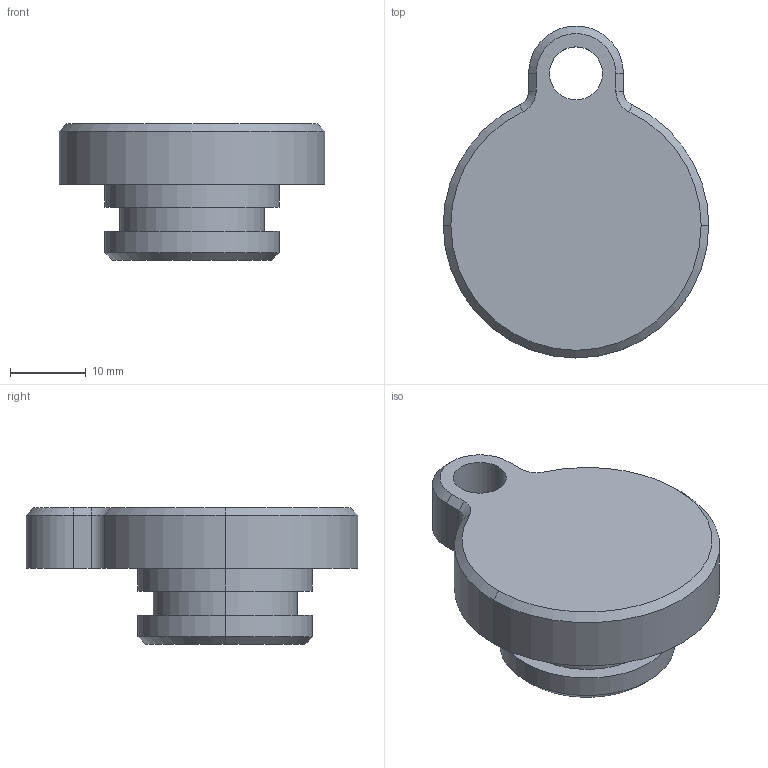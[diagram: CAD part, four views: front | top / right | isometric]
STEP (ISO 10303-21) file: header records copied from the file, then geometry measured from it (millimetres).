
FILE_DESCRIPTION (( 'STEP AP214' ), '1' );
FILE_NAME ('CACHE COMPTEUR 600 XT.STEP', '2019-09-06T06:21:23', ( '' ), ( '' ), 'SwSTEP 2.0', 'SolidWorks 2018', '' );
FILE_SCHEMA (( 'AUTOMOTIVE_DESIGN' ));
Length unit declared in the file: millimetre
Products named in the file (1): CACHE COMPTEUR 600 XT
Bounding box: 35 x 43.75 x 18 mm (x, y, z)
Volume: 11809.4 mm3; surface area: 4036.1 mm2
Topology: 1 solids, 1 shells, 31 faces, 68 edges, 42 vertices
Faces by surface type: cylinder 14, plane 9, cone 8
Entity records: 896 total; most frequent: DIRECTION 168, CARTESIAN_POINT 142, ORIENTED_EDGE 136, EDGE_CURVE 68, AXIS2_PLACEMENT_3D 68, VERTEX_POINT 42, EDGE_LOOP 36, CIRCLE 36
